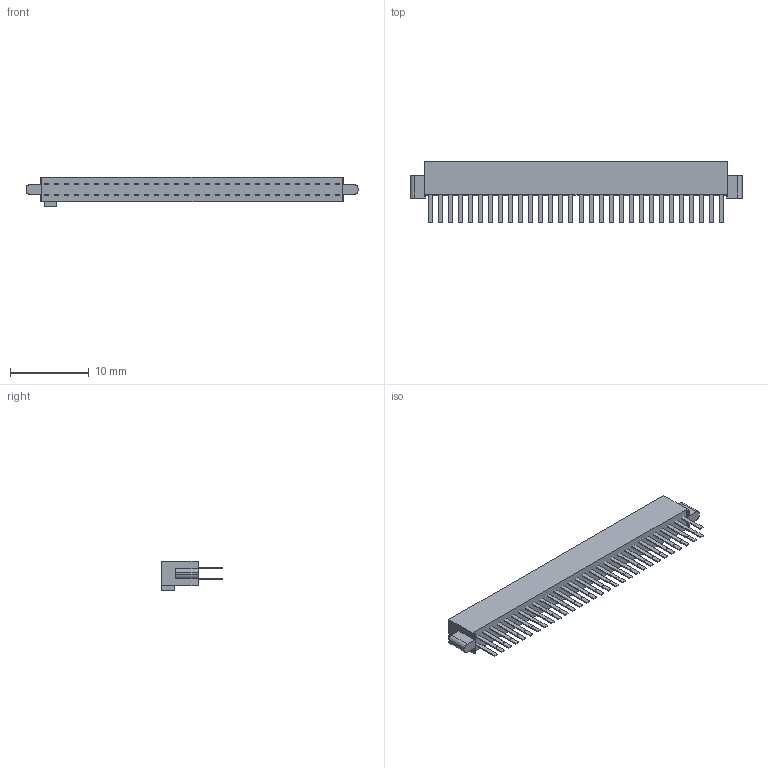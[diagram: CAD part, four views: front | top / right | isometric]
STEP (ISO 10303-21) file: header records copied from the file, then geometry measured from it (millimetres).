
FILE_DESCRIPTION(/* description */ ('Alibre Inc.'),/* implementation_level */ '2;1');
FILE_NAME(/* name */ 'export0',/* time_stamp */ '2015-08-31T11:12:15+08:00',/* author */ (''),/* organization */ (''),/* preprocessor_version */ 'ST-DEVELOPER v14',/* originating_system */ 'Alibre',/* authorisation */ '');
FILE_SCHEMA (('AUTOMOTIVE_DESIGN'));
Length unit declared in the file: inch
Bounding box: 42.04 x 7.62 x 3.68 mm (x, y, z)
Volume: 477.2 mm3; surface area: 1443.6 mm2
Topology: 2 solids, 2 shells, 628 faces, 1524 edges, 1016 vertices
Faces by surface type: plane 624, cylinder 4
Entity records: 17736 total; most frequent: CARTESIAN_POINT 3172, ORIENTED_EDGE 3048, DIRECTION 2172, EDGE_CURVE 1524, VECTOR 1516, LINE 1516, VERTEX_POINT 1016, EDGE_LOOP 744
